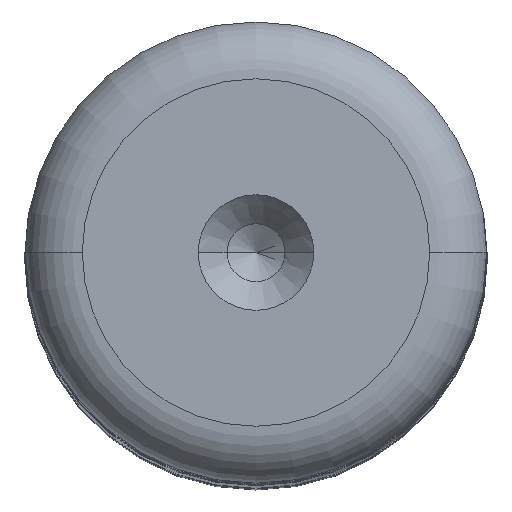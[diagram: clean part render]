
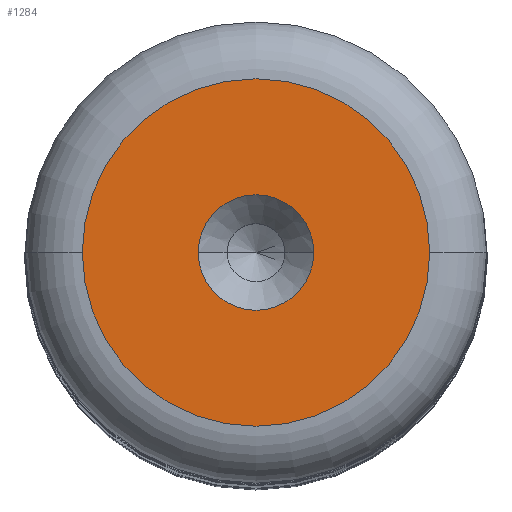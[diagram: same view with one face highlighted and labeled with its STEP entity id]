
A CAD part, top view. The second image highlights one B-rep face of the part: STEP entity #1284.
In plain terms, the highlighted planar face has unit normal (0, 0, 1).
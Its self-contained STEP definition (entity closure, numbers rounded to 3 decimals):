
#59 = EDGE_CURVE ( 'NONE', #1323, #831, #955, .T. ) ;
#71 = ORIENTED_EDGE ( 'NONE', *, *, #525, .F. ) ;
#131 = DIRECTION ( 'NONE',  ( 0., 0., 1. ) ) ;
#155 = CIRCLE ( 'NONE', #1015, 3.008 ) ;
#180 = DIRECTION ( 'NONE',  ( 0., 0., 1. ) ) ;
#197 = CARTESIAN_POINT ( 'NONE',  ( 0., 0., 60. ) ) ;
#206 = ORIENTED_EDGE ( 'NONE', *, *, #1138, .T. ) ;
#250 = AXIS2_PLACEMENT_3D ( 'NONE', #1106, #180, #1262 ) ;
#345 = DIRECTION ( 'NONE',  ( 1., 0., 0. ) ) ;
#419 = FACE_BOUND ( 'NONE', #1395, .T. ) ;
#469 = DIRECTION ( 'NONE',  ( 0., 0., 1. ) ) ;
#485 = VERTEX_POINT ( 'NONE', #861 ) ;
#497 = PLANE ( 'NONE',  #773 ) ;
#500 = CARTESIAN_POINT ( 'NONE',  ( -1., 0., 60. ) ) ;
#511 = DIRECTION ( 'NONE',  ( 0., 0., 1. ) ) ;
#525 = EDGE_CURVE ( 'NONE', #831, #1323, #1541, .T. ) ;
#561 = VERTEX_POINT ( 'NONE', #591 ) ;
#582 = EDGE_LOOP ( 'NONE', ( #1337, #206 ) ) ;
#591 = CARTESIAN_POINT ( 'NONE',  ( 3.008, 0., 60. ) ) ;
#773 = AXIS2_PLACEMENT_3D ( 'NONE', #799, #1270, #345 ) ;
#799 = CARTESIAN_POINT ( 'NONE',  ( 0., 0., 60. ) ) ;
#831 = VERTEX_POINT ( 'NONE', #1038 ) ;
#861 = CARTESIAN_POINT ( 'NONE',  ( -3.008, 0., 60. ) ) ;
#955 = CIRCLE ( 'NONE', #1108, 1. ) ;
#963 = ORIENTED_EDGE ( 'NONE', *, *, #59, .F. ) ;
#1015 = AXIS2_PLACEMENT_3D ( 'NONE', #1387, #469, #1555 ) ;
#1038 = CARTESIAN_POINT ( 'NONE',  ( 1., 0., 60. ) ) ;
#1043 = AXIS2_PLACEMENT_3D ( 'NONE', #1062, #131, #1210 ) ;
#1062 = CARTESIAN_POINT ( 'NONE',  ( 0., 0., 60. ) ) ;
#1106 = CARTESIAN_POINT ( 'NONE',  ( 0., 0., 60. ) ) ;
#1108 = AXIS2_PLACEMENT_3D ( 'NONE', #197, #511, #1592 ) ;
#1138 = EDGE_CURVE ( 'NONE', #485, #561, #155, .T. ) ;
#1189 = CIRCLE ( 'NONE', #250, 3.008 ) ;
#1210 = DIRECTION ( 'NONE',  ( 1., 0., 0. ) ) ;
#1262 = DIRECTION ( 'NONE',  ( 1., 0., 0. ) ) ;
#1266 = EDGE_CURVE ( 'NONE', #561, #485, #1189, .T. ) ;
#1270 = DIRECTION ( 'NONE',  ( 0., 0., 1. ) ) ;
#1284 = ADVANCED_FACE ( 'NONE', ( #419, #1957 ), #497, .T. ) ;
#1323 = VERTEX_POINT ( 'NONE', #500 ) ;
#1337 = ORIENTED_EDGE ( 'NONE', *, *, #1266, .T. ) ;
#1387 = CARTESIAN_POINT ( 'NONE',  ( 0., 0., 60. ) ) ;
#1395 = EDGE_LOOP ( 'NONE', ( #71, #963 ) ) ;
#1541 = CIRCLE ( 'NONE', #1043, 1. ) ;
#1555 = DIRECTION ( 'NONE',  ( 1., 0., 0. ) ) ;
#1592 = DIRECTION ( 'NONE',  ( 1., 0., 0. ) ) ;
#1957 = FACE_OUTER_BOUND ( 'NONE', #582, .T. ) ;
